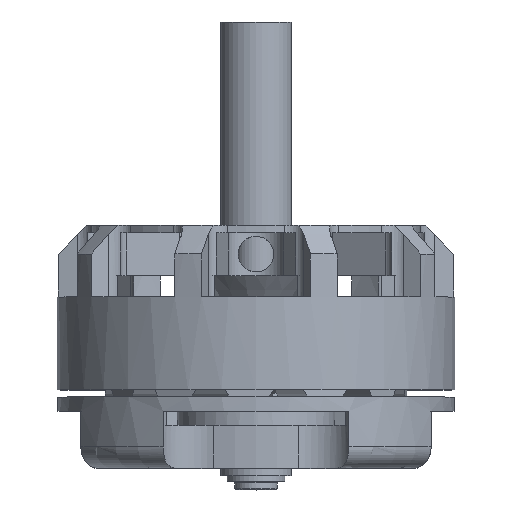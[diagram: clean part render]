
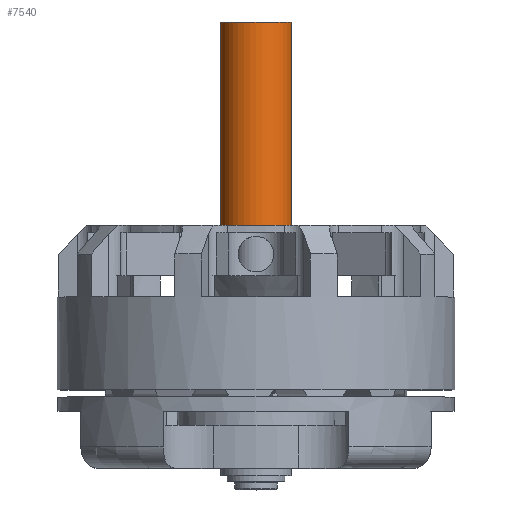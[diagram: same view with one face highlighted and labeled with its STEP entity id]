
A CAD part, top view. The second image highlights one B-rep face of the part: STEP entity #7540.
In plain terms, the highlighted cylindrical face has radius 2.5 mm (diameter 5 mm), a full revolution.
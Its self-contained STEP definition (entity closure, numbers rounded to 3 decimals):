
#782=FACE_OUTER_BOUND('',#1200,.T.);
#1200=EDGE_LOOP('',(#6536,#6537,#6538,#6539));
#1758=LINE('',#13492,#2293);
#2293=VECTOR('',#10746,2.5);
#2759=CIRCLE('',#8522,2.5);
#2806=CIRCLE('',#8625,2.5);
#3507=VERTEX_POINT('',#13313);
#3537=VERTEX_POINT('',#13489);
#4478=EDGE_CURVE('',#3507,#3507,#2759,.T.);
#4568=EDGE_CURVE('',#3537,#3537,#2806,.T.);
#4569=EDGE_CURVE('',#3507,#3537,#1758,.T.);
#6536=ORIENTED_EDGE('',*,*,#4478,.F.);
#6537=ORIENTED_EDGE('',*,*,#4569,.T.);
#6538=ORIENTED_EDGE('',*,*,#4568,.T.);
#6539=ORIENTED_EDGE('',*,*,#4569,.F.);
#7212=CYLINDRICAL_SURFACE('',#8626,2.5);
#7540=ADVANCED_FACE('',(#782),#7212,.T.);
#8522=AXIS2_PLACEMENT_3D('',#13314,#10493,#10494);
#8625=AXIS2_PLACEMENT_3D('',#13490,#10742,#10743);
#8626=AXIS2_PLACEMENT_3D('',#13491,#10744,#10745);
#10493=DIRECTION('center_axis',(0.,-1.,0.));
#10494=DIRECTION('ref_axis',(1.,0.,0.));
#10742=DIRECTION('center_axis',(0.,-1.,0.));
#10743=DIRECTION('ref_axis',(1.,0.,0.));
#10744=DIRECTION('center_axis',(0.,-1.,0.));
#10745=DIRECTION('ref_axis',(1.,0.,0.));
#10746=DIRECTION('',(0.,1.,0.));
#13313=CARTESIAN_POINT('',(-2.5,0.,0.));
#13314=CARTESIAN_POINT('Origin',(0.,0.,0.));
#13489=CARTESIAN_POINT('',(-2.5,14.25,0.));
#13490=CARTESIAN_POINT('Origin',(0.,14.25,0.));
#13491=CARTESIAN_POINT('Origin',(0.,7.125,0.));
#13492=CARTESIAN_POINT('',(-2.5,7.125,0.));
